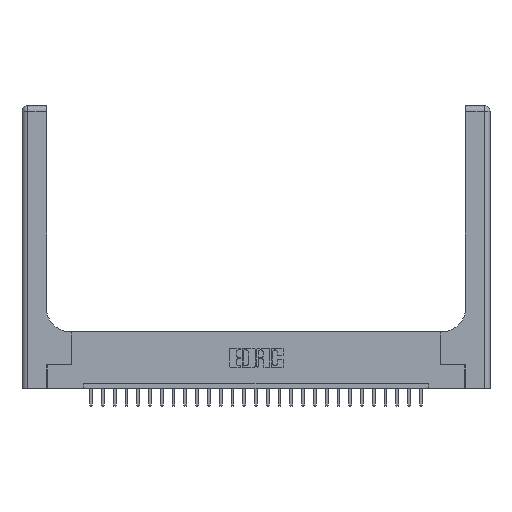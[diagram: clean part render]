
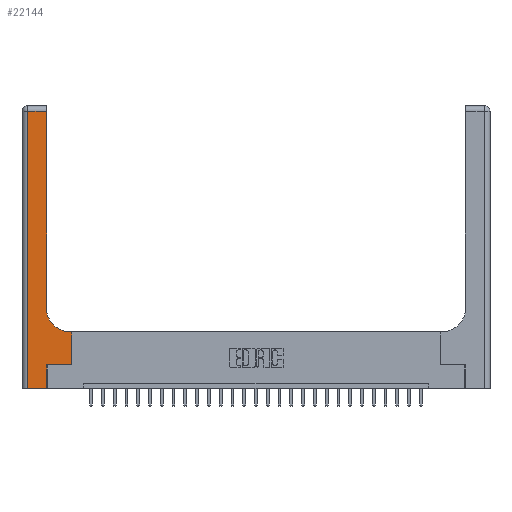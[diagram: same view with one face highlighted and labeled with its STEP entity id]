
A CAD part, top view. The second image highlights one B-rep face of the part: STEP entity #22144.
In plain terms, the highlighted planar face has unit normal (0, 0, 1).
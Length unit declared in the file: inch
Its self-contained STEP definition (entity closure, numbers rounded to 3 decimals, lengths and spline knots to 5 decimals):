
#79 = EDGE_CURVE ( 'NONE', #6775, #20972, #20284, .T. ) ;
#82 = EDGE_CURVE ( 'NONE', #19321, #8580, #21068, .T. ) ;
#816 = ORIENTED_EDGE ( 'NONE', *, *, #22768, .T. ) ;
#837 = ORIENTED_EDGE ( 'NONE', *, *, #12495, .T. ) ;
#940 = VECTOR ( 'NONE', #19519, 39.37008 ) ;
#1202 = LINE ( 'NONE', #11390, #2343 ) ;
#1360 = EDGE_CURVE ( 'NONE', #12537, #1554, #1202, .T. ) ;
#1419 = CARTESIAN_POINT ( 'NONE',  ( 0.51, 0.6, 0.37 ) ) ;
#1474 = DIRECTION ( 'NONE',  ( 1., 0., 0. ) ) ;
#1554 = VERTEX_POINT ( 'NONE', #17711 ) ;
#1705 = LINE ( 'NONE', #13307, #24318 ) ;
#2085 = CARTESIAN_POINT ( 'NONE',  ( 0.528, 0.25, 0.37 ) ) ;
#2343 = VECTOR ( 'NONE', #19254, 39.37008 ) ;
#2894 = DIRECTION ( 'NONE',  ( -1., 0., 0. ) ) ;
#3605 = FACE_OUTER_BOUND ( 'NONE', #4635, .T. ) ;
#4521 = VECTOR ( 'NONE', #19945, 39.37008 ) ;
#4554 = VECTOR ( 'NONE', #2894, 39.37008 ) ;
#4574 = ORIENTED_EDGE ( 'NONE', *, *, #13615, .T. ) ;
#4635 = EDGE_LOOP ( 'NONE', ( #816, #15805, #22371, #10988, #4574, #17670, #16221, #837, #25077 ) ) ;
#4708 = LINE ( 'NONE', #10132, #4521 ) ;
#5794 = DIRECTION ( 'NONE',  ( -1., 0., 0. ) ) ;
#5875 = AXIS2_PLACEMENT_3D ( 'NONE', #11611, #15461, #5794 ) ;
#6775 = VERTEX_POINT ( 'NONE', #1419 ) ;
#7636 = DIRECTION ( 'NONE',  ( 0., 1., 0. ) ) ;
#8450 = CARTESIAN_POINT ( 'NONE',  ( 0.265, 0., 0.37 ) ) ;
#8580 = VERTEX_POINT ( 'NONE', #2085 ) ;
#9965 = VECTOR ( 'NONE', #21045, 39.37008 ) ;
#10132 = CARTESIAN_POINT ( 'NONE',  ( 0.265, 0., 0.37 ) ) ;
#10904 = CARTESIAN_POINT ( 'NONE',  ( 0.06, 2.94, 0.37 ) ) ;
#10970 = CARTESIAN_POINT ( 'NONE',  ( 0.26, 0.85, 0.37 ) ) ;
#10988 = ORIENTED_EDGE ( 'NONE', *, *, #12681, .T. ) ;
#11263 = CARTESIAN_POINT ( 'NONE',  ( 0.265, 0.25, 0.37 ) ) ;
#11390 = CARTESIAN_POINT ( 'NONE',  ( 0.06, 3., 0.37 ) ) ;
#11495 = VECTOR ( 'NONE', #24183, 39.37008 ) ;
#11611 = CARTESIAN_POINT ( 'NONE',  ( 0., 3., 0.37 ) ) ;
#12495 = EDGE_CURVE ( 'NONE', #16382, #6775, #23932, .T. ) ;
#12537 = VERTEX_POINT ( 'NONE', #10904 ) ;
#12681 = EDGE_CURVE ( 'NONE', #1554, #19967, #13594, .T. ) ;
#12693 = CARTESIAN_POINT ( 'NONE',  ( 0., 2.94, 0.37 ) ) ;
#13307 = CARTESIAN_POINT ( 'NONE',  ( 0.528, 0.25, 0.37 ) ) ;
#13594 = LINE ( 'NONE', #25328, #19748 ) ;
#13615 = EDGE_CURVE ( 'NONE', #19967, #19321, #4708, .T. ) ;
#13791 = LINE ( 'NONE', #12693, #4554 ) ;
#14184 = EDGE_CURVE ( 'NONE', #8580, #16382, #1705, .T. ) ;
#15117 = DIRECTION ( 'NONE',  ( 1., 0., 0. ) ) ;
#15461 = DIRECTION ( 'NONE',  ( 0., 0., -1. ) ) ;
#15805 = ORIENTED_EDGE ( 'NONE', *, *, #19856, .T. ) ;
#15864 = CARTESIAN_POINT ( 'NONE',  ( 0.26, 2.94, 0.37 ) ) ;
#16221 = ORIENTED_EDGE ( 'NONE', *, *, #14184, .T. ) ;
#16382 = VERTEX_POINT ( 'NONE', #23105 ) ;
#16927 = CARTESIAN_POINT ( 'NONE',  ( 0.51, 0.85, 0.37 ) ) ;
#17061 = DIRECTION ( 'NONE',  ( 0., 0., -1. ) ) ;
#17562 = VERTEX_POINT ( 'NONE', #15864 ) ;
#17670 = ORIENTED_EDGE ( 'NONE', *, *, #82, .T. ) ;
#17711 = CARTESIAN_POINT ( 'NONE',  ( 0.06, 0., 0.37 ) ) ;
#17837 = AXIS2_PLACEMENT_3D ( 'NONE', #16927, #17061, #15117 ) ;
#18718 = LINE ( 'NONE', #19102, #9965 ) ;
#19102 = CARTESIAN_POINT ( 'NONE',  ( 0.26, 3., 0.37 ) ) ;
#19254 = DIRECTION ( 'NONE',  ( 0., -1., 0. ) ) ;
#19321 = VERTEX_POINT ( 'NONE', #22601 ) ;
#19344 = PLANE ( 'NONE',  #5875 ) ;
#19519 = DIRECTION ( 'NONE',  ( 1., 0., 0. ) ) ;
#19748 = VECTOR ( 'NONE', #1474, 39.37008 ) ;
#19856 = EDGE_CURVE ( 'NONE', #17562, #12537, #13791, .T. ) ;
#19945 = DIRECTION ( 'NONE',  ( 0., 1., 0. ) ) ;
#19967 = VERTEX_POINT ( 'NONE', #8450 ) ;
#20284 = CIRCLE ( 'NONE', #17837, 0.25 ) ;
#20972 = VERTEX_POINT ( 'NONE', #10970 ) ;
#21045 = DIRECTION ( 'NONE',  ( 0., 1., 0. ) ) ;
#21068 = LINE ( 'NONE', #11263, #940 ) ;
#21996 = CARTESIAN_POINT ( 'NONE',  ( 0.26, 0.6, 0.37 ) ) ;
#22144 = ADVANCED_FACE ( 'NONE', ( #3605 ), #19344, .F. ) ;
#22371 = ORIENTED_EDGE ( 'NONE', *, *, #1360, .T. ) ;
#22601 = CARTESIAN_POINT ( 'NONE',  ( 0.265, 0.25, 0.37 ) ) ;
#22768 = EDGE_CURVE ( 'NONE', #20972, #17562, #18718, .T. ) ;
#23105 = CARTESIAN_POINT ( 'NONE',  ( 0.528, 0.6, 0.37 ) ) ;
#23932 = LINE ( 'NONE', #21996, #11495 ) ;
#24183 = DIRECTION ( 'NONE',  ( -1., 0., 0. ) ) ;
#24318 = VECTOR ( 'NONE', #7636, 39.37008 ) ;
#25077 = ORIENTED_EDGE ( 'NONE', *, *, #79, .T. ) ;
#25328 = CARTESIAN_POINT ( 'NONE',  ( 0., 0., 0.37 ) ) ;
